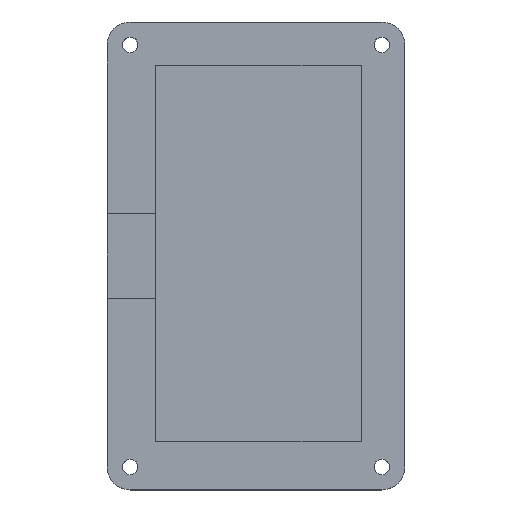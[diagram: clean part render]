
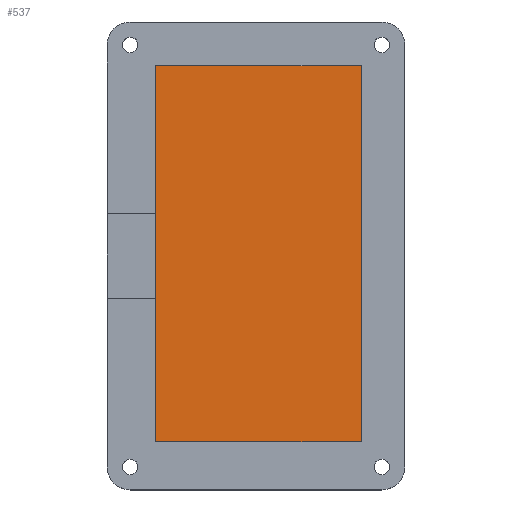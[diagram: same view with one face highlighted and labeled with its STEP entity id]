
A CAD part, top view. The second image highlights one B-rep face of the part: STEP entity #537.
In plain terms, the highlighted planar face has unit normal (0, 0, 1).
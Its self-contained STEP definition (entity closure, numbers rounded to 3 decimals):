
#47=PLANE('',#596);
#74=FACE_OUTER_BOUND('',#110,.T.);
#110=EDGE_LOOP('',(#496,#497,#498,#499));
#158=LINE('',#877,#214);
#161=LINE('',#883,#217);
#164=LINE('',#889,#220);
#167=LINE('',#893,#223);
#214=VECTOR('',#725,10.);
#217=VECTOR('',#730,10.);
#220=VECTOR('',#735,10.);
#223=VECTOR('',#740,10.);
#282=VERTEX_POINT('',#874);
#283=VERTEX_POINT('',#876);
#285=VERTEX_POINT('',#882);
#287=VERTEX_POINT('',#888);
#350=EDGE_CURVE('',#283,#282,#158,.T.);
#353=EDGE_CURVE('',#285,#283,#161,.T.);
#356=EDGE_CURVE('',#287,#285,#164,.T.);
#359=EDGE_CURVE('',#282,#287,#167,.T.);
#496=ORIENTED_EDGE('',*,*,#359,.T.);
#497=ORIENTED_EDGE('',*,*,#356,.T.);
#498=ORIENTED_EDGE('',*,*,#353,.T.);
#499=ORIENTED_EDGE('',*,*,#350,.T.);
#537=ADVANCED_FACE('',(#74),#47,.T.);
#596=AXIS2_PLACEMENT_3D('',#894,#741,#742);
#725=DIRECTION('',(-1.,0.,0.));
#730=DIRECTION('',(0.,1.,0.));
#735=DIRECTION('',(1.,0.,0.));
#740=DIRECTION('',(0.,-1.,0.));
#741=DIRECTION('center_axis',(0.,0.,1.));
#742=DIRECTION('ref_axis',(1.,0.,0.));
#874=CARTESIAN_POINT('',(0.,82.,3.));
#876=CARTESIAN_POINT('',(44.9,82.,3.));
#877=CARTESIAN_POINT('',(44.9,82.,3.));
#882=CARTESIAN_POINT('',(44.9,0.,3.));
#883=CARTESIAN_POINT('',(44.9,0.,3.));
#888=CARTESIAN_POINT('',(0.,0.,3.));
#889=CARTESIAN_POINT('',(0.,0.,3.));
#893=CARTESIAN_POINT('',(0.,82.,3.));
#894=CARTESIAN_POINT('Origin',(22.45,41.,3.));
